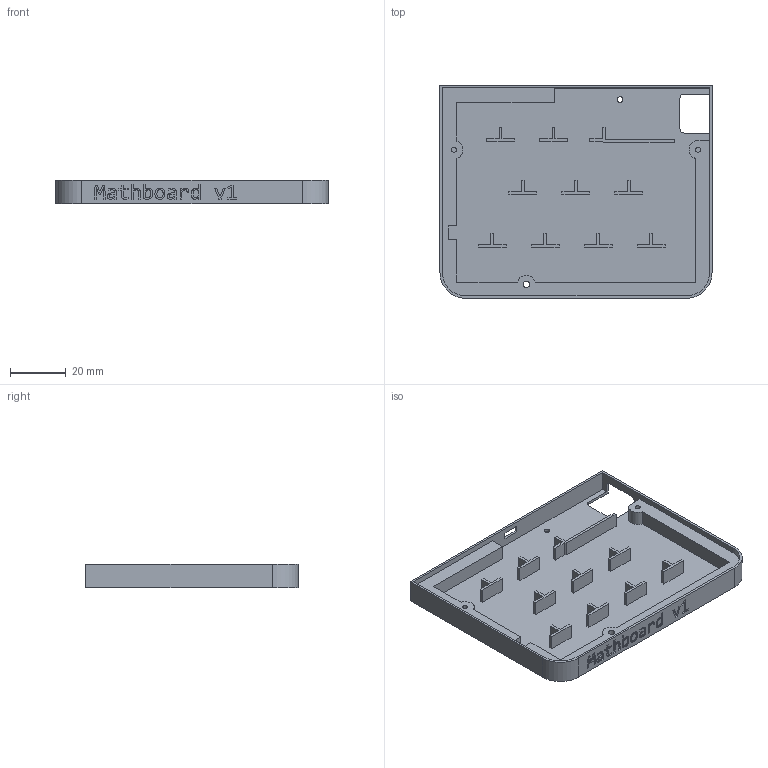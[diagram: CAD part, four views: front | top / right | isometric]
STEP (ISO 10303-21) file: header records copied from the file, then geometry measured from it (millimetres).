
FILE_DESCRIPTION(/* description */ (''),/* implementation_level */ '2;1');
FILE_NAME(/* name */ 'Bottom case.step',/* time_stamp */ '2023-12-30T18:31:06+01:00',/* author */ (''),/* organization */ (''),/* preprocessor_version */ 'ST-DEVELOPER v20',/* originating_system */ 'Autodesk Translation Framework v12.14.0.127',/* authorisation */ '');
FILE_SCHEMA (('AUTOMOTIVE_DESIGN { 1 0 10303 214 3 1 1 }'));
Length unit declared in the file: millimetre
Products named in the file (1): Bottom case
Bounding box: 97.6 x 76.3 x 8.4 mm (x, y, z)
Volume: 16482.3 mm3; surface area: 21870.7 mm2
Topology: 1 solids, 1 shells, 440 faces, 1218 edges, 812 vertices
Faces by surface type: plane 256, bspline 168, cylinder 16
Full cylindrical faces by diameter (mm): 1.8 x2, 2 x1, 2.3 x1, 4.2 x1
Entity records: 15510 total; most frequent: CARTESIAN_POINT 5327, ORIENTED_EDGE 2436, DIRECTION 1460, EDGE_CURVE 1218, LINE 850, VECTOR 850, VERTEX_POINT 812, EDGE_LOOP 480
